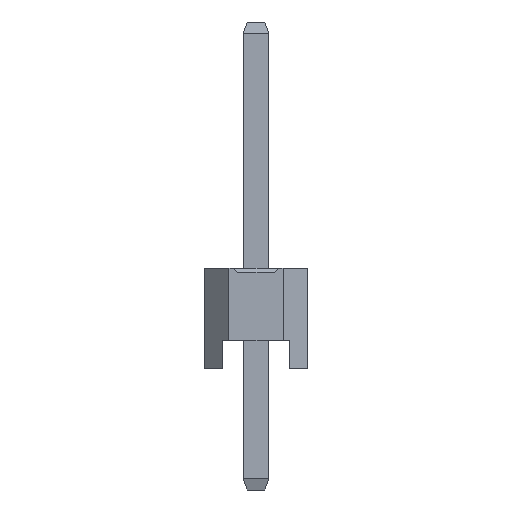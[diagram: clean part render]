
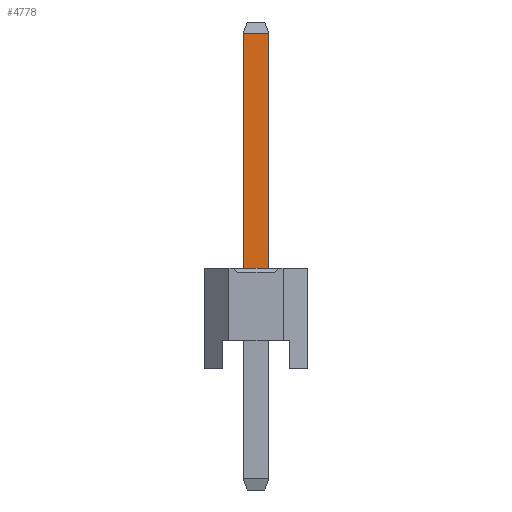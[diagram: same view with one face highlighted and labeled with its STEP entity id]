
A CAD part, left-side view. The second image highlights one B-rep face of the part: STEP entity #4778.
In plain terms, the highlighted planar face has unit normal (-1, 0, 0).
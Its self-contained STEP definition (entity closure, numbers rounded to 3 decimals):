
#4778=ADVANCED_FACE('',(#12576),#12578,.T.);
#12576=FACE_BOUND('',#12577,.T.);
#12577=EDGE_LOOP('',(#18685,#18686,#18687,#18688));
#12578=PLANE('',#12579);
#12579=AXIS2_PLACEMENT_3D('',#12580,#12581,#12582);
#12580=CARTESIAN_POINT('',(-0.32,0.32,-3.));
#12581=DIRECTION('',(-1.,0.,0.));
#12582=DIRECTION('',(0.,-1.,0.));
#18685=ORIENTED_EDGE('',*,*,#22252,.F.);
#18686=ORIENTED_EDGE('',*,*,#22247,.F.);
#18687=ORIENTED_EDGE('',*,*,#21084,.T.);
#18688=ORIENTED_EDGE('',*,*,#22251,.T.);
#21084=EDGE_CURVE('',#24118,#24122,#24124,.T.);
#22247=EDGE_CURVE('',#24118,#25866,#25869,.T.);
#22251=EDGE_CURVE('',#24122,#25873,#25875,.T.);
#22252=EDGE_CURVE('',#25866,#25873,#25876,.T.);
#24118=VERTEX_POINT('',#29314);
#24122=VERTEX_POINT('',#29322);
#24124=LINE('',#29326,#29327);
#25866=VERTEX_POINT('',#33390);
#25869=LINE('',#33397,#33398);
#25873=VERTEX_POINT('',#33407);
#25875=LINE('',#33411,#33412);
#25876=LINE('',#33414,#33415);
#29314=CARTESIAN_POINT('',(-0.32,0.32,2.5));
#29322=CARTESIAN_POINT('',(-0.32,-0.32,2.5));
#29326=CARTESIAN_POINT('',(-0.32,0.32,2.5));
#29327=VECTOR('',#29328,1.);
#29328=DIRECTION('',(0.,-1.,0.));
#33390=CARTESIAN_POINT('',(-0.32,0.32,8.325));
#33397=CARTESIAN_POINT('',(-0.32,0.32,2.5));
#33398=VECTOR('',#33399,1.);
#33399=DIRECTION('',(0.,0.,1.));
#33407=CARTESIAN_POINT('',(-0.32,-0.32,8.325));
#33411=CARTESIAN_POINT('',(-0.32,-0.32,2.5));
#33412=VECTOR('',#33413,1.);
#33413=DIRECTION('',(0.,0.,1.));
#33414=CARTESIAN_POINT('',(-0.32,0.32,8.325));
#33415=VECTOR('',#33416,1.);
#33416=DIRECTION('',(0.,-1.,0.));
